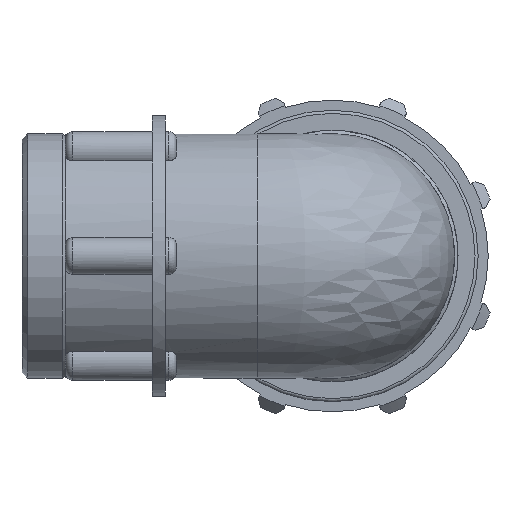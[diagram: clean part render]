
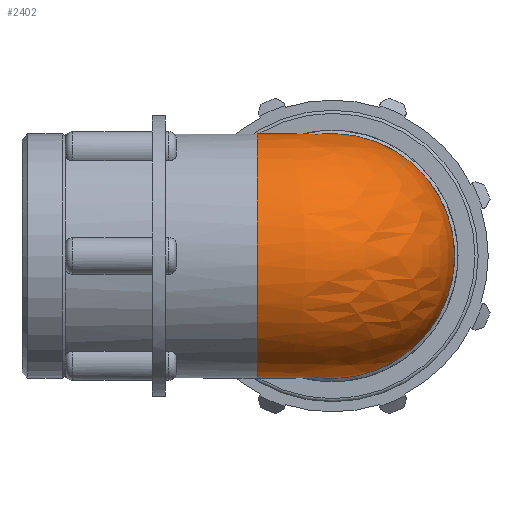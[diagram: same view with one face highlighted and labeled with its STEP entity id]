
A CAD part, left-side view. The second image highlights one B-rep face of the part: STEP entity #2402.
In plain terms, the highlighted free-form (B-spline) face has degree [2, 2] with [7, 3] control points.
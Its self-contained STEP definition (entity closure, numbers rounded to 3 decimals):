
#63=(
BOUNDED_SURFACE()
B_SPLINE_SURFACE(2,2,((#4107,#4108,#4109),(#4110,#4111,#4112),(#4113,#4114,
#4115),(#4116,#4117,#4118),(#4119,#4120,#4121),(#4122,#4123,#4124),(#4125,
#4126,#4127)),.UNSPECIFIED.,.F.,.F.,.F.)
B_SPLINE_SURFACE_WITH_KNOTS((3,2,2,3),(3,3),(-2.234,-0.745,
0.745,2.234),(-3.142,-1.571),
 .UNSPECIFIED.)
GEOMETRIC_REPRESENTATION_ITEM()
RATIONAL_B_SPLINE_SURFACE(((1.,0.707,1.),(0.735,
0.52,0.735),(1.,0.707,1.),(0.735,
0.52,0.735),(1.,0.707,1.),(0.735,
0.52,0.735),(1.,0.707,1.)))
REPRESENTATION_ITEM('')
SURFACE()
);
#498=FACE_OUTER_BOUND('',#639,.T.);
#639=EDGE_LOOP('',(#1771,#1772));
#824=CIRCLE('',#2603,19.689);
#841=CIRCLE('',#2633,19.689);
#1025=VERTEX_POINT('',#4021);
#1026=VERTEX_POINT('',#4023);
#1290=EDGE_CURVE('',#1026,#1025,#824,.T.);
#1312=EDGE_CURVE('',#1026,#1025,#841,.T.);
#1771=ORIENTED_EDGE('',*,*,#1290,.T.);
#1772=ORIENTED_EDGE('',*,*,#1312,.F.);
#2402=ADVANCED_FACE('',(#498),#63,.F.);
#2603=AXIS2_PLACEMENT_3D('',#4024,#3037,#3038);
#2633=AXIS2_PLACEMENT_3D('',#4078,#3097,#3098);
#3037=DIRECTION('center_axis',(0.,-1.,0.));
#3038=DIRECTION('ref_axis',(-1.,0.,0.));
#3097=DIRECTION('center_axis',(1.,0.,0.));
#3098=DIRECTION('ref_axis',(0.,-1.,0.));
#4021=CARTESIAN_POINT('',(12.116,12.116,-15.52));
#4023=CARTESIAN_POINT('',(12.116,12.116,15.52));
#4024=CARTESIAN_POINT('Origin',(0.,12.116,0.));
#4078=CARTESIAN_POINT('Origin',(12.116,0.,0.));
#4107=CARTESIAN_POINT('Ctrl Pts',(12.116,12.116,-15.52));
#4108=CARTESIAN_POINT('Ctrl Pts',(12.116,12.116,-15.52));
#4109=CARTESIAN_POINT('Ctrl Pts',(12.116,12.116,-15.52));
#4110=CARTESIAN_POINT('Ctrl Pts',(-2.185,12.116,-26.685));
#4111=CARTESIAN_POINT('Ctrl Pts',(-2.185,-2.185,-26.685));
#4112=CARTESIAN_POINT('Ctrl Pts',(12.116,-2.185,-26.685));
#4113=CARTESIAN_POINT('Ctrl Pts',(-14.479,12.116,-13.342));
#4114=CARTESIAN_POINT('Ctrl Pts',(-14.479,-14.479,-13.342));
#4115=CARTESIAN_POINT('Ctrl Pts',(12.116,-14.479,-13.342));
#4116=CARTESIAN_POINT('Ctrl Pts',(-26.774,12.116,0.));
#4117=CARTESIAN_POINT('Ctrl Pts',(-26.774,-26.774,0.));
#4118=CARTESIAN_POINT('Ctrl Pts',(12.116,-26.774,0.));
#4119=CARTESIAN_POINT('Ctrl Pts',(-14.479,12.116,13.342));
#4120=CARTESIAN_POINT('Ctrl Pts',(-14.479,-14.479,13.342));
#4121=CARTESIAN_POINT('Ctrl Pts',(12.116,-14.479,13.342));
#4122=CARTESIAN_POINT('Ctrl Pts',(-2.185,12.116,26.685));
#4123=CARTESIAN_POINT('Ctrl Pts',(-2.185,-2.185,26.685));
#4124=CARTESIAN_POINT('Ctrl Pts',(12.116,-2.185,26.685));
#4125=CARTESIAN_POINT('Ctrl Pts',(12.116,12.116,15.52));
#4126=CARTESIAN_POINT('Ctrl Pts',(12.116,12.116,15.52));
#4127=CARTESIAN_POINT('Ctrl Pts',(12.116,12.116,15.52));
